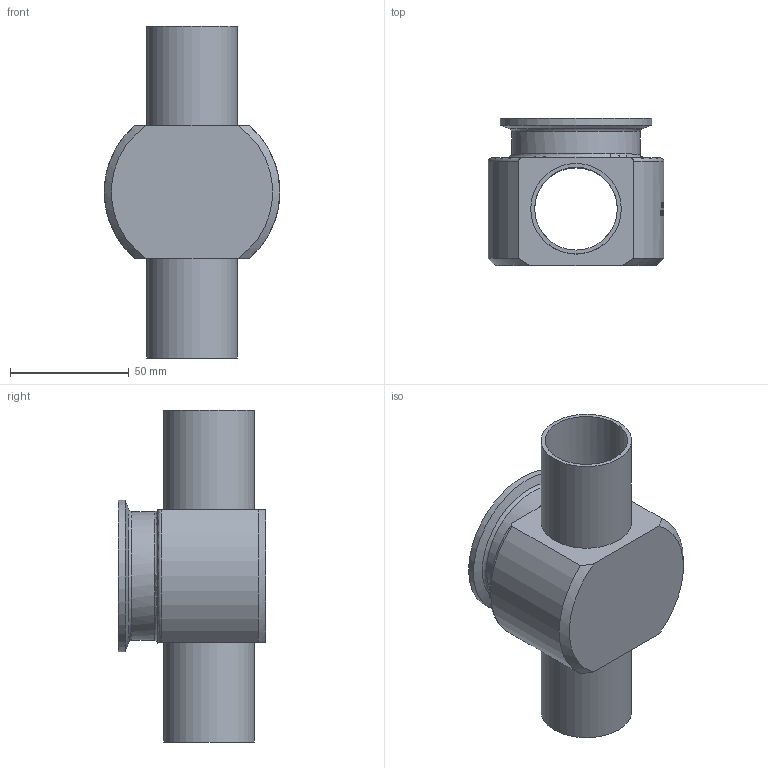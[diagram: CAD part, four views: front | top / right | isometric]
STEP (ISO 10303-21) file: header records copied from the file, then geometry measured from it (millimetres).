
FILE_DESCRIPTION(/* description */ (''),/* implementation_level */ '2;1');
FILE_NAME(/* name */ 'S7IWWKS-1.5X2.stp',/* time_stamp */ '2018-11-30T09:26:40-05:00',/* author */ ('ken'),/* organization */ (''),/* preprocessor_version */ 'ST-DEVELOPER v15.2',/* originating_system */ 'Autodesk Inventor 2014',/* authorisation */ '');
FILE_SCHEMA (('AUTOMOTIVE_DESIGN { 1 0 10303 214 3 1 1 }'));
Length unit declared in the file: inch
Products named in the file (1): S7IWWKS-15X2
Bounding box: 73.88 x 61.91 x 139.7 mm (x, y, z)
Volume: 121367.1 mm3; surface area: 46164.4 mm2
Topology: 1 solids, 1 shells, 434 faces, 1179 edges, 784 vertices
Faces by surface type: plane 197, bspline 176, cylinder 43, cone 9, torus 9
Full cylindrical faces by diameter (mm): 34.798 x1, 38.1 x2, 47.498 x1, 54.102 x1, 63.906 x1
Entity records: 17029 total; most frequent: CARTESIAN_POINT 7088, ORIENTED_EDGE 2316, DIRECTION 1580, EDGE_CURVE 1158, VERTEX_POINT 778, AXIS2_PLACEMENT_3D 537, LINE 506, VECTOR 506
